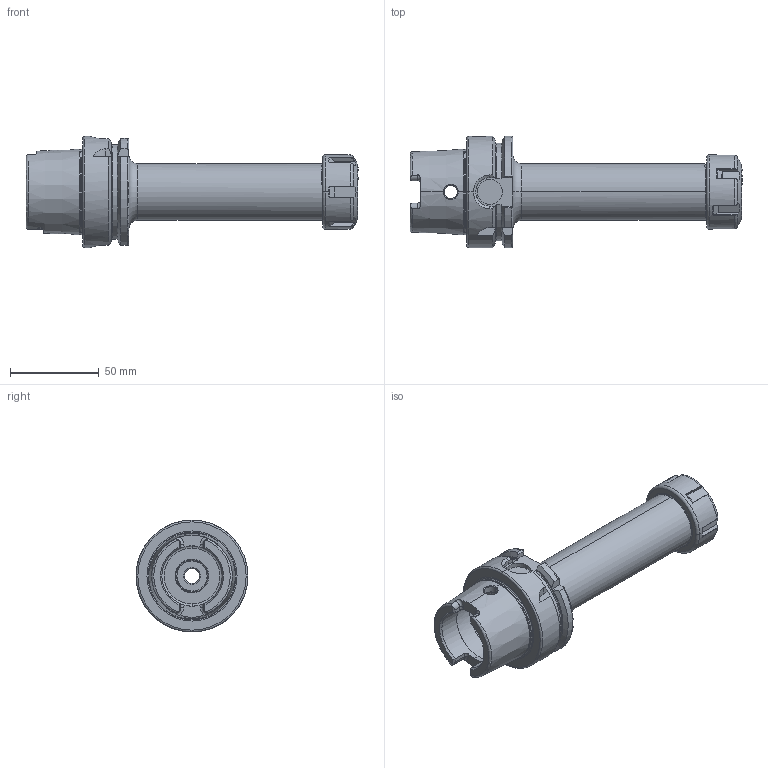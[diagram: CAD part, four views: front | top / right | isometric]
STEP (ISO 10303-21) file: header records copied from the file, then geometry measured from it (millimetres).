
FILE_DESCRIPTION (( 'STEP AP203' ), '1' );
FILE_NAME ('A63.02.16.3.STEP', '2016-11-26T03:13:34', ( '' ), ( '' ), 'SwSTEP 2.0', 'SolidWorks 2012', '' );
FILE_SCHEMA (( 'CONFIG_CONTROL_DESIGN' ));
Length unit declared in the file: millimetre
Products named in the file (3): A63.02.16.3; 2-01.100.0250200C7_ER25螺帽(六溝)
Assembly tree (2 placements, depth 2):
  A63.02.16.3
    A63.02.16.3
    2-01.100.0250200C7_ER25螺帽(六溝)
Bounding box: 187.1 x 63 x 63 mm (x, y, z)
Volume: 169173.3 mm3; surface area: 49131.8 mm2
Topology: 2 solids, 2 shells, 381 faces, 1010 edges, 637 vertices
Faces by surface type: cylinder 133, plane 99, torus 61, bspline 54, cone 34
Entity records: 28509 total; most frequent: CARTESIAN_POINT 19842, ORIENTED_EDGE 2016, DIRECTION 1451, EDGE_CURVE 1008, VERTEX_POINT 637, AXIS2_PLACEMENT_3D 578, EDGE_LOOP 395, FACE_OUTER_BOUND 381
